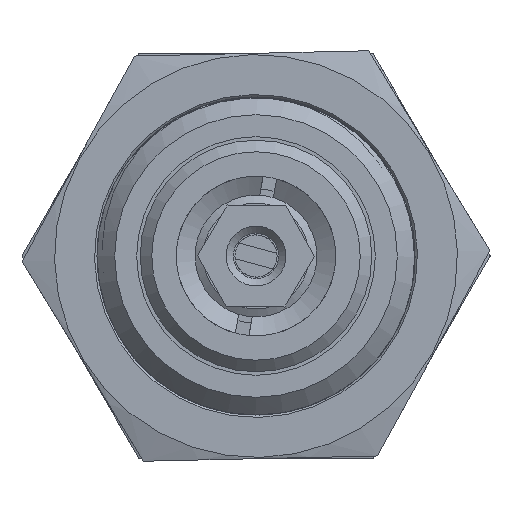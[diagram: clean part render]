
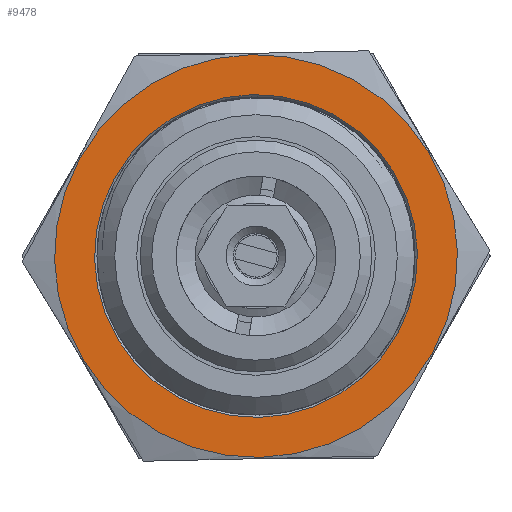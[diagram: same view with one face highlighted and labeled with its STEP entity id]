
A CAD part, left-side view. The second image highlights one B-rep face of the part: STEP entity #9478.
In plain terms, the highlighted planar face has unit normal (-1, 0, 0).
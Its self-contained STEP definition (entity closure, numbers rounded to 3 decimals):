
#9427=CARTESIAN_POINT('',(0.0,-8.854,0.));
#9428=VERTEX_POINT('',#9427);
#9429=CARTESIAN_POINT('',(0.0,0.0,0.0));
#9430=DIRECTION('',(-1.0,0.0,0.0));
#9431=DIRECTION('',(0.0,1.0,0.0));
#9432=AXIS2_PLACEMENT_3D('',#9429,#9430,#9431);
#9433=CIRCLE('',#9432,8.854);
#9434=EDGE_CURVE('',#9428,#9428,#9433,.T.);
#9459=CARTESIAN_POINT('',(0.0,5.525,0.0));
#9460=DIRECTION('',(-1.0,0.0,0.0));
#9461=DIRECTION('',(0.0,0.0,1.0));
#9462=AXIS2_PLACEMENT_3D('',#9459,#9460,#9461);
#9463=PLANE('',#9462);
#9464=CARTESIAN_POINT('',(0.0,11.049,0.0));
#9465=VERTEX_POINT('',#9464);
#9466=CARTESIAN_POINT('',(0.0,0.0,0.0));
#9467=DIRECTION('',(1.0,0.0,0.0));
#9468=DIRECTION('',(0.0,1.0,0.0));
#9469=AXIS2_PLACEMENT_3D('',#9466,#9467,#9468);
#9470=CIRCLE('',#9469,11.049);
#9471=EDGE_CURVE('',#9465,#9465,#9470,.T.);
#9472=ORIENTED_EDGE('',*,*,#9471,.F.);
#9473=EDGE_LOOP('',(#9472));
#9474=FACE_OUTER_BOUND('',#9473,.T.);
#9475=ORIENTED_EDGE('',*,*,#9434,.F.);
#9476=EDGE_LOOP('',(#9475));
#9477=FACE_BOUND('',#9476,.T.);
#9478=ADVANCED_FACE('',(#9474,#9477),#9463,.T.);
